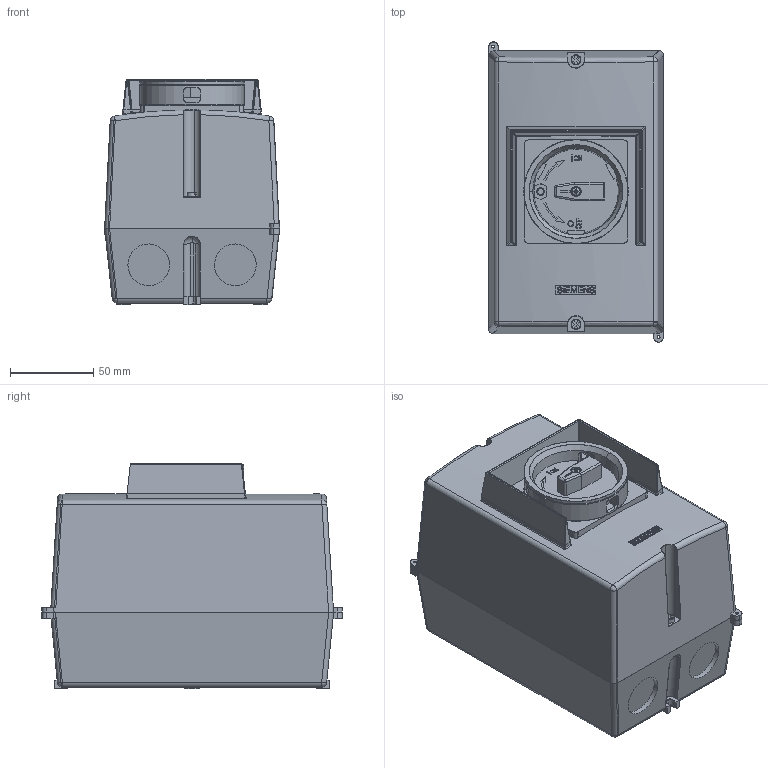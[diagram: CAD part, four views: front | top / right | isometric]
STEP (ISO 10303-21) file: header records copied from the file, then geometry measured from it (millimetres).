
FILE_DESCRIPTION(('STEP AP214'),'1');
FILE_NAME('cctmp_59F10E14-F5F1-4A8C-A74A-E357757E24E1_2023_08_14_21_02_18_0263..stp','2023-08-14T19:02:19',('SIEMENS A&D'),('CADClick - www.CADClick.com'),'Spatial InterOp 3D postprocessed',' ','unknown authorization');
FILE_SCHEMA(('AUTOMOTIVE_DESIGN'));
Length unit declared in the file: millimetre
Products named in the file (1): 2023_08_14_21_02_18_0234
Bounding box: 105.13 x 180.4 x 135.44 mm (x, y, z)
Volume: 234.9 mm3; surface area: 109301 mm2
Topology: 3 solids, 4 shells, 739 faces, 1927 edges, 1217 vertices
Faces by surface type: plane 334, cylinder 200, bspline 107, torus 52, sphere 30, cone 16
Entity records: 30039 total; most frequent: CARTESIAN_POINT 10770, ORIENTED_EDGE 3808, DIRECTION 3182, EDGE_CURVE 1904, VERTEX_POINT 1216, AXIS2_PLACEMENT_3D 1083, LINE 1016, VECTOR 1016
